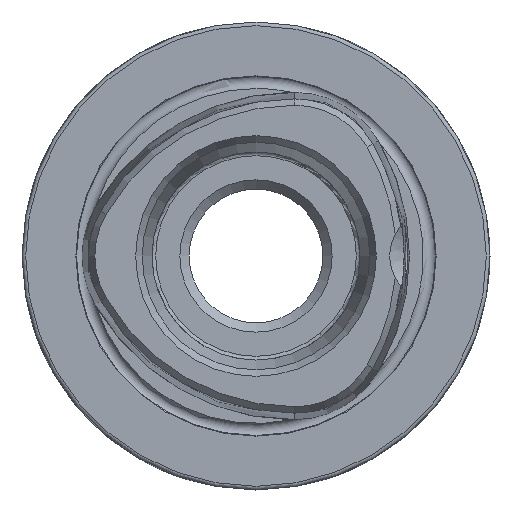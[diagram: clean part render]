
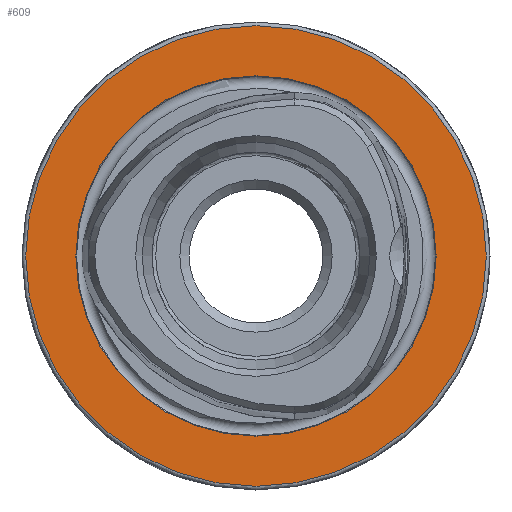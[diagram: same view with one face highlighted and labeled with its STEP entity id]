
A CAD part, left-side view. The second image highlights one B-rep face of the part: STEP entity #609.
In plain terms, the highlighted planar face has unit normal (-1, 0, 0).
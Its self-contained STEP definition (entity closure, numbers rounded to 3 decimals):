
#162 = VERTEX_POINT ( 'NONE', #3453 ) ;
#609 = ADVANCED_FACE ( 'NONE', ( #3486, #4049 ), #1384, .F. ) ;
#949 = AXIS2_PLACEMENT_3D ( 'NONE', #9157, #7058, #8436 ) ;
#1012 = DIRECTION ( 'NONE',  ( -1., 0., 0. ) ) ;
#1165 = VERTEX_POINT ( 'NONE', #5634 ) ;
#1384 = PLANE ( 'NONE',  #949 ) ;
#1414 = DIRECTION ( 'NONE',  ( 0., 0., 1. ) ) ;
#3081 = CARTESIAN_POINT ( 'NONE',  ( 0., 0., 0. ) ) ;
#3375 = AXIS2_PLACEMENT_3D ( 'NONE', #3081, #1012, #3828 ) ;
#3453 = CARTESIAN_POINT ( 'NONE',  ( 0., 0., 24.25 ) ) ;
#3486 = FACE_BOUND ( 'NONE', #7824, .T. ) ;
#3562 = ORIENTED_EDGE ( 'NONE', *, *, #5145, .F. ) ;
#3828 = DIRECTION ( 'NONE',  ( 0., 0., 1. ) ) ;
#4049 = FACE_OUTER_BOUND ( 'NONE', #5685, .T. ) ;
#4108 = AXIS2_PLACEMENT_3D ( 'NONE', #4257, #5720, #1414 ) ;
#4257 = CARTESIAN_POINT ( 'NONE',  ( 0., 0., 0. ) ) ;
#4618 = CIRCLE ( 'NONE', #4108, 31. ) ;
#4695 = ORIENTED_EDGE ( 'NONE', *, *, #5933, .T. ) ;
#4730 = CIRCLE ( 'NONE', #3375, 24.25 ) ;
#5145 = EDGE_CURVE ( 'NONE', #162, #162, #4730, .T. ) ;
#5634 = CARTESIAN_POINT ( 'NONE',  ( 0., 0., 31. ) ) ;
#5685 = EDGE_LOOP ( 'NONE', ( #4695 ) ) ;
#5720 = DIRECTION ( 'NONE',  ( -1., 0., 0. ) ) ;
#5933 = EDGE_CURVE ( 'NONE', #1165, #1165, #4618, .T. ) ;
#7058 = DIRECTION ( 'NONE',  ( 1., 0., 0. ) ) ;
#7824 = EDGE_LOOP ( 'NONE', ( #3562 ) ) ;
#8436 = DIRECTION ( 'NONE',  ( 0., 0., -1. ) ) ;
#9157 = CARTESIAN_POINT ( 'NONE',  ( 0., 24.25, 0. ) ) ;
